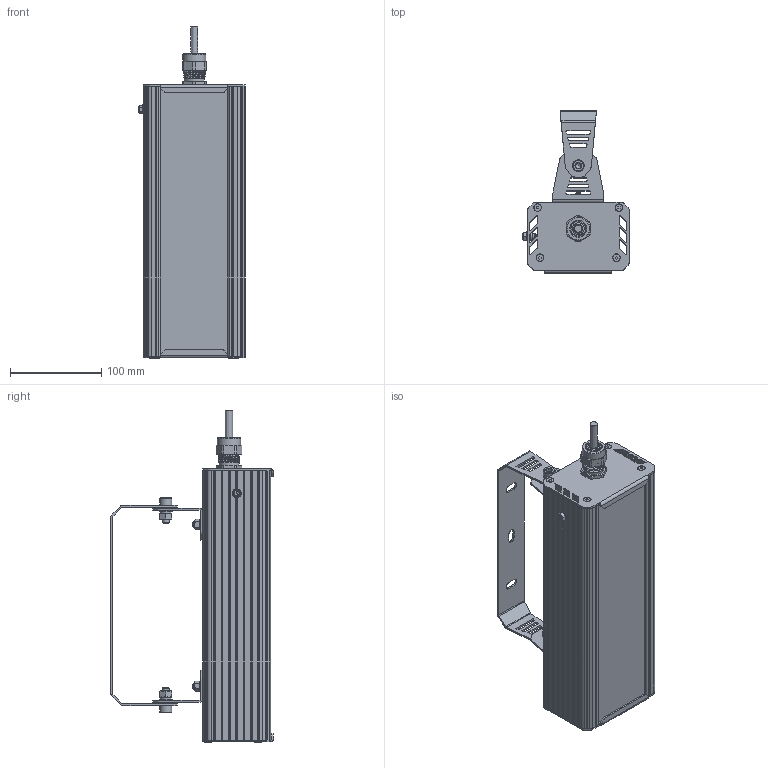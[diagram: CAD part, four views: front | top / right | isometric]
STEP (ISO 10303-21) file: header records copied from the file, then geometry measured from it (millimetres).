
FILE_DESCRIPTION(('STEP AP214'), '1');
FILE_NAME('001.0092.00.012 - ÃÑÏ-Ïðèìà-Îïòèê-2Åõ40', '', ('UNSPECIFIED'), ('UNSPECIFIED'), 'C3D Converter', 'C3D Toolkit', '');
FILE_SCHEMA(('AUTOMOTIVE_DESIGN { 1 0 10303 214 3 1 1}'));
Length unit declared in the file: millimetre
Products named in the file (45): 001.0092.00.012; #2921; #2980; #3039; #3098; #3183; #3242; #3301; #3360
Assembly tree (69 placements, depth 4):
  001.0092.00.012
    (unnamed)
      (unnamed)  x4
      (unnamed)  x4
      (unnamed)
      (unnamed)
      (unnamed)
      (unnamed)
      (unnamed)
      (unnamed)
      (unnamed)
      (unnamed)
      (unnamed)
      (unnamed)
      (unnamed)
        (unnamed)
    (unnamed)  x4
      (unnamed)
      (unnamed)
      (unnamed)
      (unnamed)
      (unnamed)
      (unnamed)
      (unnamed)
      (unnamed)
      (unnamed)
      (unnamed)
    (unnamed)
      (unnamed)
      (unnamed)
      (unnamed)  x2
      (unnamed)
      (unnamed)
      (unnamed)
      (unnamed)
      (unnamed)
      #2921
      #2980
      #3039
      #3098  x2
      #3183
      #3242
      #3301
      #3360
      (unnamed)
Bounding box: 117.15 x 178.44 x 364.5 mm (x, y, z)
Volume: 698233.3 mm3; surface area: 583444.5 mm2
Topology: 179 solids, 179 shells, 2765 faces, 6549 edges, 4368 vertices
Faces by surface type: plane 1853, cylinder 742, cone 77, bspline 75, sphere 12, torus 6
Full cylindrical faces by diameter (mm): 1 x12, 2 x8, 2.5 x16, 2.8 x100, 3.2 x12, 3.5 x24, 4 x9, 4.917 x2, 5 x3, 6 x5, 6.6 x2, 6.647 x2, 7 x2, 8 x10, 8.5 x4, 9 x56, 10 x1, 11 x2, 12.5 x1, 13 x3, 15 x4, 16 x1, 17 x1, 18 x1, 18.5 x1, 19 x1, 20 x1, 21.5 x1, 22 x2, 25.5 x1
Entity records: 91173 total; most frequent: CARTESIAN_POINT 46705, DIRECTION 8372, ORIENTED_EDGE 7186, EDGE_CURVE 3593, AXIS2_PLACEMENT_3D 3036, VERTEX_POINT 2489, LINE 2300, VECTOR 2300
